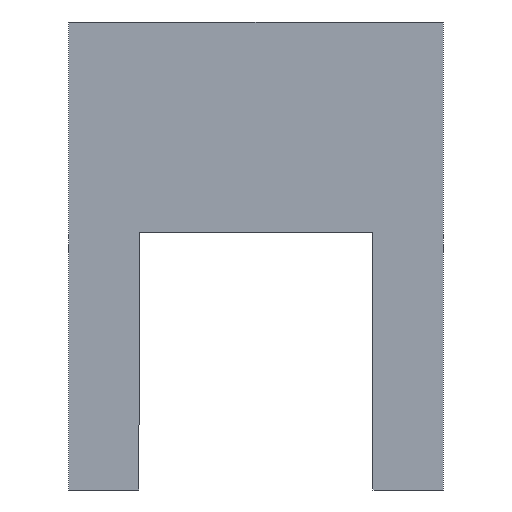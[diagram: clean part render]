
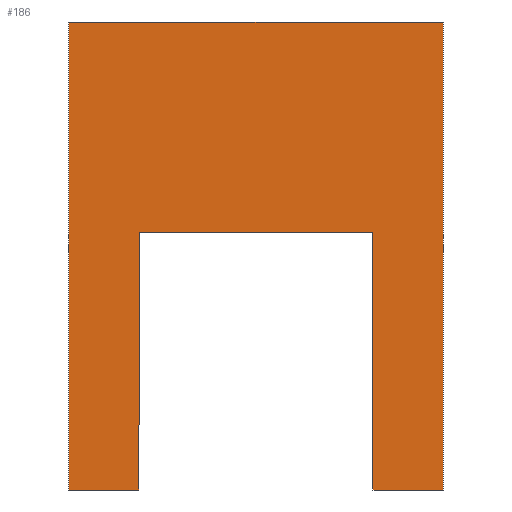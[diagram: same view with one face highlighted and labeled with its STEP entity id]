
A CAD part, front view. The second image highlights one B-rep face of the part: STEP entity #186.
In plain terms, the highlighted planar face has unit normal (0, -1, 0).
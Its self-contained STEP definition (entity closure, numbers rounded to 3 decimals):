
#11 = CARTESIAN_POINT ( 'NONE',  ( 0., 0., 10. ) ) ;
#23 = DIRECTION ( 'NONE',  ( 0., 0., 1. ) ) ;
#31 = CARTESIAN_POINT ( 'NONE',  ( 50., 0., -100. ) ) ;
#33 = VECTOR ( 'NONE', #77, 1000. ) ;
#42 = AXIS2_PLACEMENT_3D ( 'NONE', #304, #146, #23 ) ;
#43 = VERTEX_POINT ( 'NONE', #141 ) ;
#45 = EDGE_CURVE ( 'NONE', #222, #99, #193, .T. ) ;
#50 = CARTESIAN_POINT ( 'NONE',  ( 0., 0., 100. ) ) ;
#51 = CARTESIAN_POINT ( 'NONE',  ( 50., 0., 10. ) ) ;
#63 = CARTESIAN_POINT ( 'NONE',  ( -80., 0., 0. ) ) ;
#70 = CARTESIAN_POINT ( 'NONE',  ( 0., 0., -100. ) ) ;
#71 = EDGE_LOOP ( 'NONE', ( #214, #167, #137, #234, #332, #151, #185, #243 ) ) ;
#75 = VECTOR ( 'NONE', #109, 1000. ) ;
#77 = DIRECTION ( 'NONE',  ( 1., 0., 0. ) ) ;
#99 = VERTEX_POINT ( 'NONE', #329 ) ;
#100 = LINE ( 'NONE', #63, #255 ) ;
#105 = EDGE_CURVE ( 'NONE', #43, #226, #248, .T. ) ;
#108 = VECTOR ( 'NONE', #281, 1000. ) ;
#109 = DIRECTION ( 'NONE',  ( 1., 0., 0. ) ) ;
#113 = DIRECTION ( 'NONE',  ( 0., 0., -1. ) ) ;
#114 = VERTEX_POINT ( 'NONE', #273 ) ;
#119 = LINE ( 'NONE', #330, #272 ) ;
#125 = CARTESIAN_POINT ( 'NONE',  ( -80., 0., 100. ) ) ;
#137 = ORIENTED_EDGE ( 'NONE', *, *, #249, .F. ) ;
#138 = DIRECTION ( 'NONE',  ( 1., 0., 0. ) ) ;
#141 = CARTESIAN_POINT ( 'NONE',  ( -50., 0., 10. ) ) ;
#145 = LINE ( 'NONE', #246, #156 ) ;
#146 = DIRECTION ( 'NONE',  ( 0., 1., 0. ) ) ;
#149 = DIRECTION ( 'NONE',  ( 1., 0., 0. ) ) ;
#151 = ORIENTED_EDGE ( 'NONE', *, *, #183, .T. ) ;
#152 = DIRECTION ( 'NONE',  ( 0., 0., 1. ) ) ;
#156 = VECTOR ( 'NONE', #113, 1000. ) ;
#160 = DIRECTION ( 'NONE',  ( 0., 0., -1. ) ) ;
#167 = ORIENTED_EDGE ( 'NONE', *, *, #174, .F. ) ;
#174 = EDGE_CURVE ( 'NONE', #114, #99, #145, .T. ) ;
#175 = LINE ( 'NONE', #196, #108 ) ;
#178 = FACE_OUTER_BOUND ( 'NONE', #71, .T. ) ;
#183 = EDGE_CURVE ( 'NONE', #306, #43, #175, .T. ) ;
#185 = ORIENTED_EDGE ( 'NONE', *, *, #105, .T. ) ;
#186 = ADVANCED_FACE ( 'NONE', ( #178 ), #260, .F. ) ;
#193 = LINE ( 'NONE', #70, #211 ) ;
#196 = CARTESIAN_POINT ( 'NONE',  ( -50., 0., 0. ) ) ;
#200 = CARTESIAN_POINT ( 'NONE',  ( 0., 0., -100. ) ) ;
#202 = VERTEX_POINT ( 'NONE', #233 ) ;
#209 = EDGE_CURVE ( 'NONE', #222, #226, #119, .T. ) ;
#211 = VECTOR ( 'NONE', #138, 1000. ) ;
#214 = ORIENTED_EDGE ( 'NONE', *, *, #45, .T. ) ;
#215 = VECTOR ( 'NONE', #149, 1000. ) ;
#221 = EDGE_CURVE ( 'NONE', #202, #306, #279, .T. ) ;
#222 = VERTEX_POINT ( 'NONE', #31 ) ;
#226 = VERTEX_POINT ( 'NONE', #51 ) ;
#233 = CARTESIAN_POINT ( 'NONE',  ( -80., 0., -100. ) ) ;
#234 = ORIENTED_EDGE ( 'NONE', *, *, #331, .T. ) ;
#235 = CARTESIAN_POINT ( 'NONE',  ( -50., 0., -100. ) ) ;
#243 = ORIENTED_EDGE ( 'NONE', *, *, #209, .F. ) ;
#246 = CARTESIAN_POINT ( 'NONE',  ( 80., 0., 0. ) ) ;
#248 = LINE ( 'NONE', #11, #75 ) ;
#249 = EDGE_CURVE ( 'NONE', #266, #114, #254, .T. ) ;
#254 = LINE ( 'NONE', #50, #215 ) ;
#255 = VECTOR ( 'NONE', #160, 1000. ) ;
#260 = PLANE ( 'NONE',  #42 ) ;
#266 = VERTEX_POINT ( 'NONE', #125 ) ;
#272 = VECTOR ( 'NONE', #152, 1000. ) ;
#273 = CARTESIAN_POINT ( 'NONE',  ( 80., 0., 100. ) ) ;
#279 = LINE ( 'NONE', #200, #33 ) ;
#281 = DIRECTION ( 'NONE',  ( 0., 0., 1. ) ) ;
#304 = CARTESIAN_POINT ( 'NONE',  ( 0., 0., 0. ) ) ;
#306 = VERTEX_POINT ( 'NONE', #235 ) ;
#329 = CARTESIAN_POINT ( 'NONE',  ( 80., 0., -100. ) ) ;
#330 = CARTESIAN_POINT ( 'NONE',  ( 50., 0., 0. ) ) ;
#331 = EDGE_CURVE ( 'NONE', #266, #202, #100, .T. ) ;
#332 = ORIENTED_EDGE ( 'NONE', *, *, #221, .T. ) ;
